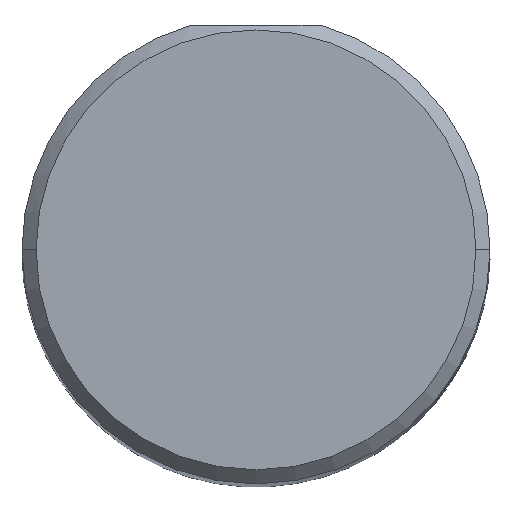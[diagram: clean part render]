
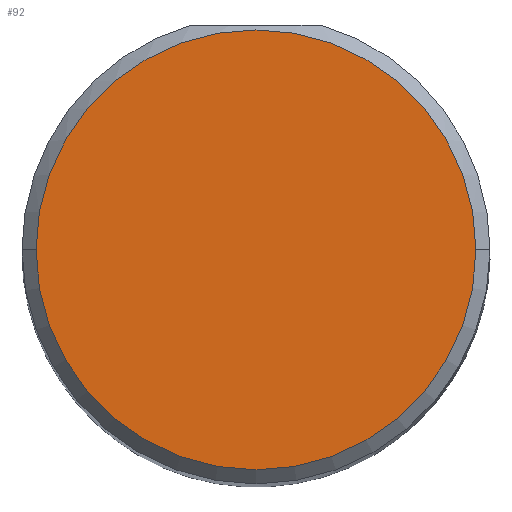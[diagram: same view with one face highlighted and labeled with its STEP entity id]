
A CAD part, top view. The second image highlights one B-rep face of the part: STEP entity #92.
In plain terms, the highlighted planar face has unit normal (0, 0, 1).
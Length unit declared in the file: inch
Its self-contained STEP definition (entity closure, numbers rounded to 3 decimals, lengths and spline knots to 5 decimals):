
#77 = VERTEX_POINT ( 'NONE', #366 ) ;
#92 = ADVANCED_FACE ( 'NONE', ( #410 ), #332, .T. ) ;
#159 = CARTESIAN_POINT ( 'NONE',  ( 0., 0., 6. ) ) ;
#176 = EDGE_CURVE ( 'NONE', #77, #467, #308, .T. ) ;
#184 = EDGE_CURVE ( 'NONE', #467, #77, #470, .T. ) ;
#250 = AXIS2_PLACEMENT_3D ( 'NONE', #159, #274, #436 ) ;
#267 = DIRECTION ( 'NONE',  ( 1., 0., 0. ) ) ;
#274 = DIRECTION ( 'NONE',  ( 0., 0., 1. ) ) ;
#288 = CARTESIAN_POINT ( 'NONE',  ( 0.235, 0., 6. ) ) ;
#308 = CIRCLE ( 'NONE', #250, 0.235 ) ;
#332 = PLANE ( 'NONE',  #493 ) ;
#366 = CARTESIAN_POINT ( 'NONE',  ( -0.235, 0., 6. ) ) ;
#380 = DIRECTION ( 'NONE',  ( 0., 0., 1. ) ) ;
#388 = CARTESIAN_POINT ( 'NONE',  ( 0., 0., 6. ) ) ;
#398 = DIRECTION ( 'NONE',  ( 0., 0., 1. ) ) ;
#410 = FACE_OUTER_BOUND ( 'NONE', #427, .T. ) ;
#420 = DIRECTION ( 'NONE',  ( 1., 0., 0. ) ) ;
#427 = EDGE_LOOP ( 'NONE', ( #531, #511 ) ) ;
#436 = DIRECTION ( 'NONE',  ( 1., 0., 0. ) ) ;
#467 = VERTEX_POINT ( 'NONE', #288 ) ;
#470 = CIRCLE ( 'NONE', #478, 0.235 ) ;
#478 = AXIS2_PLACEMENT_3D ( 'NONE', #388, #380, #420 ) ;
#493 = AXIS2_PLACEMENT_3D ( 'NONE', #515, #398, #267 ) ;
#511 = ORIENTED_EDGE ( 'NONE', *, *, #184, .T. ) ;
#515 = CARTESIAN_POINT ( 'NONE',  ( 0., 0., 6. ) ) ;
#531 = ORIENTED_EDGE ( 'NONE', *, *, #176, .T. ) ;
